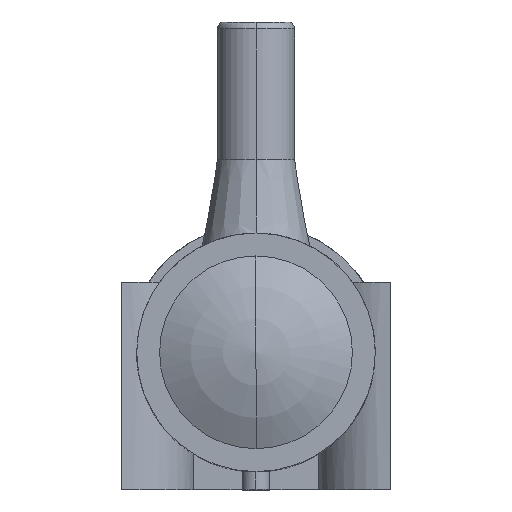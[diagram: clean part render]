
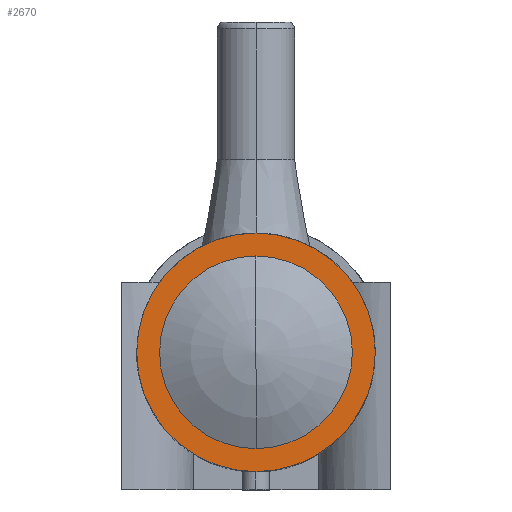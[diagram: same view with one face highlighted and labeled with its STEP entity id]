
A CAD part, top view. The second image highlights one B-rep face of the part: STEP entity #2670.
In plain terms, the highlighted planar face has unit normal (0, 0, 1).
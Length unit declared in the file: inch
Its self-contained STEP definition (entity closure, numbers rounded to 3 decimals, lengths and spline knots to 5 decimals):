
#1243 = VERTEX_POINT ( 'NONE', #26734 ) ;
#1244 = VERTEX_POINT ( 'NONE', #26716 ) ;
#1379 = EDGE_CURVE ( 'NONE', #1243, #1244, #27111, .T. ) ;
#1940 = VERTEX_POINT ( 'NONE', #29560 ) ;
#1954 = VERTEX_POINT ( 'NONE', #29725 ) ;
#2365 = ORIENTED_EDGE ( 'NONE', *, *, #2678, .F. ) ;
#2366 = ORIENTED_EDGE ( 'NONE', *, *, #2586, .F. ) ;
#2368 = ORIENTED_EDGE ( 'NONE', *, *, #2624, .T. ) ;
#2586 = EDGE_CURVE ( 'NONE', #1954, #1940, #31363, .T. ) ;
#2608 = EDGE_LOOP ( 'NONE', ( #2716, #2368 ) ) ;
#2624 = EDGE_CURVE ( 'NONE', #1244, #1243, #31330, .T. ) ;
#2670 = ADVANCED_FACE ( 'NONE', ( #31630, #31627 ), #31620, .T. ) ;
#2678 = EDGE_CURVE ( 'NONE', #1940, #1954, #31613, .T. ) ;
#2716 = ORIENTED_EDGE ( 'NONE', *, *, #1379, .T. ) ;
#2814 = EDGE_LOOP ( 'NONE', ( #2365, #2366 ) ) ;
#26716 = CARTESIAN_POINT ( 'NONE',  ( -0.13, 0., 0. ) ) ;
#26734 = CARTESIAN_POINT ( 'NONE',  ( 0.13, 0., 0. ) ) ;
#27078 = DIRECTION ( 'NONE',  ( 1., 0., 0. ) ) ;
#27079 = DIRECTION ( 'NONE',  ( 0., 0., 1. ) ) ;
#27100 = AXIS2_PLACEMENT_3D ( 'NONE', #27126, #27079, #27078 ) ;
#27111 = CIRCLE ( 'NONE', #27100, 0.13 ) ;
#27126 = CARTESIAN_POINT ( 'NONE',  ( 0., 0., 0. ) ) ;
#29560 = CARTESIAN_POINT ( 'NONE',  ( 0., 0.105, 0. ) ) ;
#29725 = CARTESIAN_POINT ( 'NONE',  ( 0., -0.105, 0. ) ) ;
#31303 = DIRECTION ( 'NONE',  ( 1., 0., 0. ) ) ;
#31304 = DIRECTION ( 'NONE',  ( 0., 0., 1. ) ) ;
#31305 = CARTESIAN_POINT ( 'NONE',  ( 0., 0., 0. ) ) ;
#31306 = AXIS2_PLACEMENT_3D ( 'NONE', #31305, #31304, #31303 ) ;
#31330 = CIRCLE ( 'NONE', #31306, 0.13 ) ;
#31355 = DIRECTION ( 'NONE',  ( 1., 0., 0. ) ) ;
#31356 = DIRECTION ( 'NONE',  ( 0., 0., 1. ) ) ;
#31357 = CARTESIAN_POINT ( 'NONE',  ( 0., 0., 0. ) ) ;
#31363 = CIRCLE ( 'NONE', #31404, 0.105 ) ;
#31404 = AXIS2_PLACEMENT_3D ( 'NONE', #31357, #31356, #31355 ) ;
#31516 = DIRECTION ( 'NONE',  ( 0., 0., 1. ) ) ;
#31609 = CARTESIAN_POINT ( 'NONE',  ( 0., 0., 0. ) ) ;
#31613 = CIRCLE ( 'NONE', #31693, 0.105 ) ;
#31619 = DIRECTION ( 'NONE',  ( 1., 0., 0. ) ) ;
#31620 = PLANE ( 'NONE',  #31631 ) ;
#31626 = CARTESIAN_POINT ( 'NONE',  ( 0., 0., 0. ) ) ;
#31627 = FACE_OUTER_BOUND ( 'NONE', #2608, .T. ) ;
#31630 = FACE_BOUND ( 'NONE', #2814, .T. ) ;
#31631 = AXIS2_PLACEMENT_3D ( 'NONE', #31626, #31516, #31619 ) ;
#31691 = DIRECTION ( 'NONE',  ( 1., 0., 0. ) ) ;
#31692 = DIRECTION ( 'NONE',  ( 0., 0., 1. ) ) ;
#31693 = AXIS2_PLACEMENT_3D ( 'NONE', #31609, #31692, #31691 ) ;
